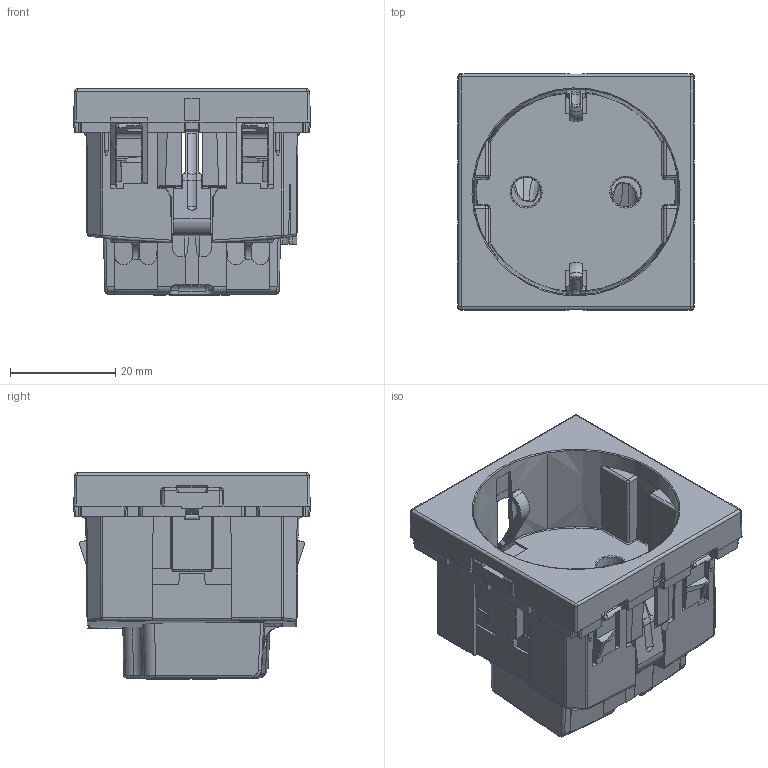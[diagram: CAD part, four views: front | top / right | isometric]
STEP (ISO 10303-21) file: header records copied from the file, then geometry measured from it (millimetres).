
FILE_DESCRIPTION(('CATIA V5 STEP Exchange','CAx-IF Rec.Pracs.--- Model Styling and Organization---1.5--- 2016-08-15','CAx-IF Rec.Pracs.---Supplemental Geometry---1.0---2011-11-01','CAx-IF Rec.Pracs.--- Composite Materials ---1.1---2010-07-15'),'2;1');
FILE_NAME('572618.stp','2024-02-01T13:49:54+00:00',('none'),('none'),'CATIA Version 5-6 Release 2020 SP3','CATIA V5 STEP AP214 v2','none');
FILE_SCHEMA(('AUTOMOTIVE_DESIGN { 1 0 10303 214 1 1 1 1 }'));
Products named in the file (1): 572618
Bounding box: 45.06 x 45.16 x 39.25 mm (x, y, z)
Volume: 29970.2 mm3; surface area: 21169.1 mm2
Topology: 1 solids, 9 shells, 3134 faces, 9069 edges, 5918 vertices
Faces by surface type: plane 2476, cylinder 340, bspline 124, cone 105, torus 51, sphere 34, revolution 4
Entity records: 106713 total; most frequent: CARTESIAN_POINT 31078, ORIENTED_EDGE 18078, DIRECTION 11899, EDGE_CURVE 9039, VECTOR 6421, LINE 6421, VERTEX_POINT 5918, EDGE_LOOP 3223
